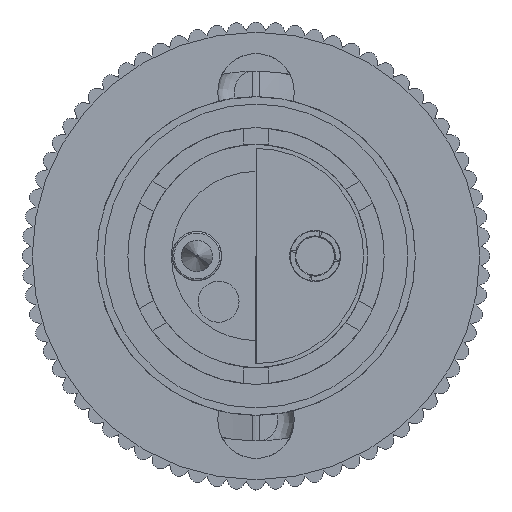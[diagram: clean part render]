
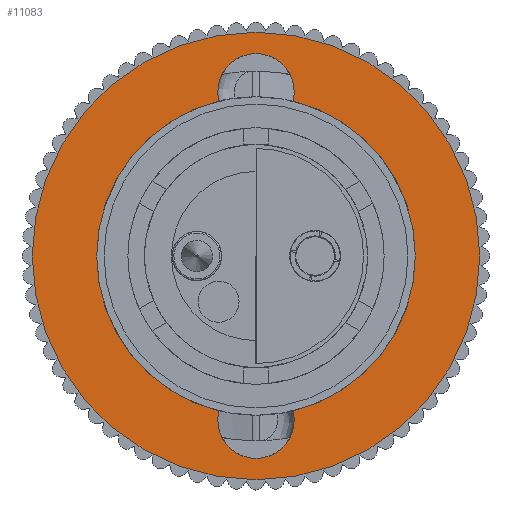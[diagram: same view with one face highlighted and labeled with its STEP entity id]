
A CAD part, front view. The second image highlights one B-rep face of the part: STEP entity #11083.
In plain terms, the highlighted face is planar.
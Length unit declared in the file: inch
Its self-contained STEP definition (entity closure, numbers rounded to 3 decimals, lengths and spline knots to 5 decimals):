
#827 = CIRCLE ( 'NONE', #894, 0.0465 ) ;
#860 = DIRECTION ( 'NONE',  ( 1., 0., 0. ) ) ;
#861 = DIRECTION ( 'NONE',  ( 0., 0., 1. ) ) ;
#862 = CARTESIAN_POINT ( 'NONE',  ( 0., 0., 0. ) ) ;
#863 = AXIS2_PLACEMENT_3D ( 'NONE', #862, #861, #860 ) ;
#864 = CIRCLE ( 'NONE', #863, 0.194 ) ;
#876 = DIRECTION ( 'NONE',  ( 1., 0., 0. ) ) ;
#877 = DIRECTION ( 'NONE',  ( 0., 0., 1. ) ) ;
#878 = CARTESIAN_POINT ( 'NONE',  ( 0.2725, 0., 0. ) ) ;
#879 = AXIS2_PLACEMENT_3D ( 'NONE', #878, #877, #876 ) ;
#880 = PLANE ( 'NONE',  #879 ) ;
#881 = FACE_OUTER_BOUND ( 'NONE', #11108, .T. ) ;
#882 = FACE_BOUND ( 'NONE', #11067, .T. ) ;
#890 = DIRECTION ( 'NONE',  ( 1., 0., 0. ) ) ;
#891 = DIRECTION ( 'NONE',  ( 0., 0., 1. ) ) ;
#892 = CARTESIAN_POINT ( 'NONE',  ( 0., -0.2, 0. ) ) ;
#894 = AXIS2_PLACEMENT_3D ( 'NONE', #892, #891, #890 ) ;
#905 = DIRECTION ( 'NONE',  ( 1., 0., 0. ) ) ;
#906 = DIRECTION ( 'NONE',  ( 0., 0., 1. ) ) ;
#907 = CARTESIAN_POINT ( 'NONE',  ( 0., 0., 0. ) ) ;
#908 = AXIS2_PLACEMENT_3D ( 'NONE', #907, #906, #905 ) ;
#909 = CIRCLE ( 'NONE', #908, 0.2725 ) ;
#915 = DIRECTION ( 'NONE',  ( -1., 0., 0. ) ) ;
#916 = DIRECTION ( 'NONE',  ( 0., 0., 1. ) ) ;
#917 = CARTESIAN_POINT ( 'NONE',  ( 0., 0.2, 0. ) ) ;
#918 = AXIS2_PLACEMENT_3D ( 'NONE', #917, #916, #915 ) ;
#919 = CIRCLE ( 'NONE', #918, 0.0465 ) ;
#5610 = CARTESIAN_POINT ( 'NONE',  ( 0.0451, 0.18868, 0. ) ) ;
#6074 = DIRECTION ( 'NONE',  ( 1., 0., 0. ) ) ;
#6076 = DIRECTION ( 'NONE',  ( 0., 0., 1. ) ) ;
#6077 = CARTESIAN_POINT ( 'NONE',  ( 0., 0., 0. ) ) ;
#6079 = AXIS2_PLACEMENT_3D ( 'NONE', #6077, #6076, #6074 ) ;
#6081 = CIRCLE ( 'NONE', #6079, 0.194 ) ;
#6229 = CARTESIAN_POINT ( 'NONE',  ( -0.0451, -0.18868, 0. ) ) ;
#6231 = DIRECTION ( 'NONE',  ( 1., 0., 0. ) ) ;
#6233 = DIRECTION ( 'NONE',  ( 0., 0., 1. ) ) ;
#6234 = CARTESIAN_POINT ( 'NONE',  ( 0., 0., 0. ) ) ;
#6235 = AXIS2_PLACEMENT_3D ( 'NONE', #6234, #6233, #6231 ) ;
#6236 = CIRCLE ( 'NONE', #6235, 0.194 ) ;
#6240 = CARTESIAN_POINT ( 'NONE',  ( -0.194, 0., 0. ) ) ;
#6282 = CARTESIAN_POINT ( 'NONE',  ( 0.194, 0., 0. ) ) ;
#6295 = DIRECTION ( 'NONE',  ( 1., 0., 0. ) ) ;
#6297 = DIRECTION ( 'NONE',  ( 0., 0., 1. ) ) ;
#6298 = CARTESIAN_POINT ( 'NONE',  ( 0., 0., 0. ) ) ;
#6300 = AXIS2_PLACEMENT_3D ( 'NONE', #6298, #6297, #6295 ) ;
#6305 = CIRCLE ( 'NONE', #6300, 0.194 ) ;
#6549 = CARTESIAN_POINT ( 'NONE',  ( 0.0451, -0.18868, 0. ) ) ;
#6626 = CARTESIAN_POINT ( 'NONE',  ( 0.0465, 0.2, 0. ) ) ;
#6673 = CARTESIAN_POINT ( 'NONE',  ( 0.0465, -0.2, 0. ) ) ;
#6674 = DIRECTION ( 'NONE',  ( 1., 0., 0. ) ) ;
#6676 = DIRECTION ( 'NONE',  ( 0., 0., 1. ) ) ;
#6678 = CARTESIAN_POINT ( 'NONE',  ( 0., -0.2, 0. ) ) ;
#6680 = AXIS2_PLACEMENT_3D ( 'NONE', #6678, #6676, #6674 ) ;
#6681 = CIRCLE ( 'NONE', #6680, 0.0465 ) ;
#6685 = DIRECTION ( 'NONE',  ( 1., 0., 0. ) ) ;
#6686 = DIRECTION ( 'NONE',  ( 0., 0., 1. ) ) ;
#6687 = CARTESIAN_POINT ( 'NONE',  ( 0., -0.2, 0. ) ) ;
#6688 = AXIS2_PLACEMENT_3D ( 'NONE', #6687, #6686, #6685 ) ;
#6691 = CIRCLE ( 'NONE', #6688, 0.0465 ) ;
#6748 = CARTESIAN_POINT ( 'NONE',  ( -0.0465, 0.2, 0. ) ) ;
#6791 = DIRECTION ( 'NONE',  ( -1., 0., 0. ) ) ;
#6792 = DIRECTION ( 'NONE',  ( 0., 0., 1. ) ) ;
#6793 = CARTESIAN_POINT ( 'NONE',  ( 0., 0.2, 0. ) ) ;
#6795 = AXIS2_PLACEMENT_3D ( 'NONE', #6793, #6792, #6791 ) ;
#6797 = CIRCLE ( 'NONE', #6795, 0.0465 ) ;
#6799 = CARTESIAN_POINT ( 'NONE',  ( -0.0451, 0.18868, 0. ) ) ;
#6800 = DIRECTION ( 'NONE',  ( -1., 0., 0. ) ) ;
#6801 = DIRECTION ( 'NONE',  ( 0., 0., 1. ) ) ;
#6802 = CARTESIAN_POINT ( 'NONE',  ( 0., 0.2, 0. ) ) ;
#6803 = AXIS2_PLACEMENT_3D ( 'NONE', #6802, #6801, #6800 ) ;
#6805 = CIRCLE ( 'NONE', #6803, 0.0465 ) ;
#6996 = CARTESIAN_POINT ( 'NONE',  ( -0.0465, -0.2, 0. ) ) ;
#7798 = CARTESIAN_POINT ( 'NONE',  ( 0.2725, 0., 0. ) ) ;
#7915 = CARTESIAN_POINT ( 'NONE',  ( -0.2725, 0., 0. ) ) ;
#7917 = DIRECTION ( 'NONE',  ( 1., 0., 0. ) ) ;
#7919 = DIRECTION ( 'NONE',  ( 0., 0., 1. ) ) ;
#7920 = CARTESIAN_POINT ( 'NONE',  ( 0., 0., 0. ) ) ;
#7921 = AXIS2_PLACEMENT_3D ( 'NONE', #7920, #7919, #7917 ) ;
#7922 = CIRCLE ( 'NONE', #7921, 0.2725 ) ;
#11067 = EDGE_LOOP ( 'NONE', ( #11082, #11095, #11104, #11092, #11097, #11090, #11089, #11068, #11070, #11110 ) ) ;
#11068 = ORIENTED_EDGE ( 'NONE', *, *, #15555, .F. ) ;
#11070 = ORIENTED_EDGE ( 'NONE', *, *, #11078, .F. ) ;
#11078 = EDGE_CURVE ( 'NONE', #15466, #15617, #827, .T. ) ;
#11082 = ORIENTED_EDGE ( 'NONE', *, *, #11096, .F. ) ;
#11083 = ADVANCED_FACE ( 'NONE', ( #882, #881 ), #880, .T. ) ;
#11089 = ORIENTED_EDGE ( 'NONE', *, *, #15554, .F. ) ;
#11090 = ORIENTED_EDGE ( 'NONE', *, *, #15442, .F. ) ;
#11092 = ORIENTED_EDGE ( 'NONE', *, *, #11101, .F. ) ;
#11095 = ORIENTED_EDGE ( 'NONE', *, *, #15583, .F. ) ;
#11096 = EDGE_CURVE ( 'NONE', #15584, #15463, #864, .T. ) ;
#11097 = ORIENTED_EDGE ( 'NONE', *, *, #15476, .F. ) ;
#11101 = EDGE_CURVE ( 'NONE', #15333, #15543, #919, .T. ) ;
#11104 = ORIENTED_EDGE ( 'NONE', *, *, #15586, .F. ) ;
#11105 = EDGE_CURVE ( 'NONE', #16018, #15993, #909, .T. ) ;
#11106 = ORIENTED_EDGE ( 'NONE', *, *, #11105, .T. ) ;
#11108 = EDGE_LOOP ( 'NONE', ( #11109, #11106 ) ) ;
#11109 = ORIENTED_EDGE ( 'NONE', *, *, #16017, .T. ) ;
#11110 = ORIENTED_EDGE ( 'NONE', *, *, #15465, .F. ) ;
#15333 = VERTEX_POINT ( 'NONE', #5610 ) ;
#15442 = EDGE_CURVE ( 'NONE', #15530, #15481, #6081, .T. ) ;
#15463 = VERTEX_POINT ( 'NONE', #6240 ) ;
#15465 = EDGE_CURVE ( 'NONE', #15463, #15466, #6236, .T. ) ;
#15466 = VERTEX_POINT ( 'NONE', #6229 ) ;
#15476 = EDGE_CURVE ( 'NONE', #15481, #15333, #6305, .T. ) ;
#15481 = VERTEX_POINT ( 'NONE', #6282 ) ;
#15530 = VERTEX_POINT ( 'NONE', #6549 ) ;
#15543 = VERTEX_POINT ( 'NONE', #6626 ) ;
#15554 = EDGE_CURVE ( 'NONE', #15556, #15530, #6691, .T. ) ;
#15555 = EDGE_CURVE ( 'NONE', #15617, #15556, #6681, .T. ) ;
#15556 = VERTEX_POINT ( 'NONE', #6673 ) ;
#15569 = VERTEX_POINT ( 'NONE', #6748 ) ;
#15583 = EDGE_CURVE ( 'NONE', #15569, #15584, #6805, .T. ) ;
#15584 = VERTEX_POINT ( 'NONE', #6799 ) ;
#15586 = EDGE_CURVE ( 'NONE', #15543, #15569, #6797, .T. ) ;
#15617 = VERTEX_POINT ( 'NONE', #6996 ) ;
#15993 = VERTEX_POINT ( 'NONE', #7798 ) ;
#16017 = EDGE_CURVE ( 'NONE', #15993, #16018, #7922, .T. ) ;
#16018 = VERTEX_POINT ( 'NONE', #7915 ) ;
